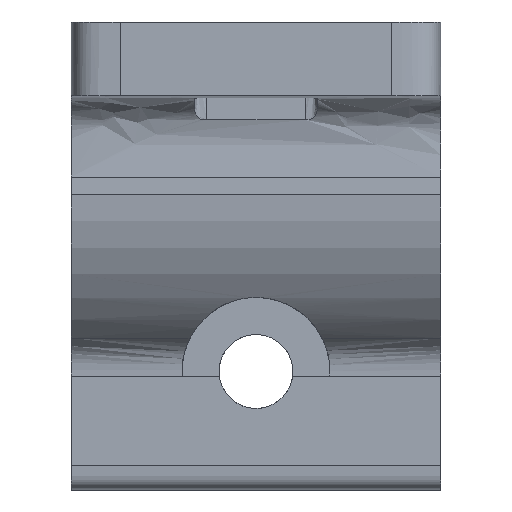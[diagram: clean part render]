
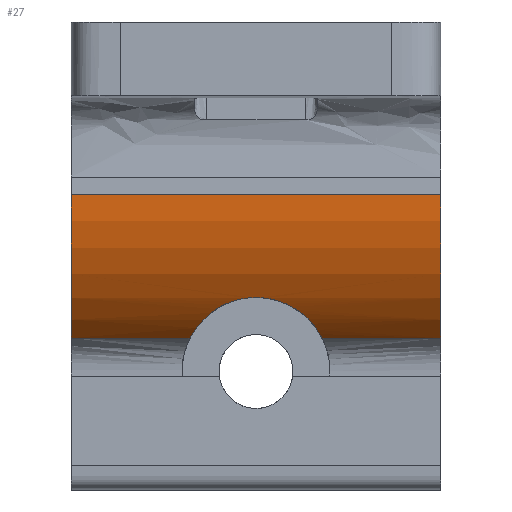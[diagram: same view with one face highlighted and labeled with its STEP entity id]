
A CAD part, front view. The second image highlights one B-rep face of the part: STEP entity #27.
In plain terms, the highlighted cylindrical face has radius 7.5 mm (diameter 15 mm), a partial arc.
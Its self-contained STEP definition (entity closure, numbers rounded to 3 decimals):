
#27=ADVANCED_FACE('',(#82),#963,.T.);
#82=FACE_OUTER_BOUND('',#141,.T.);
#141=EDGE_LOOP('',(#257,#258,#259,#260,#261,#262));
#257=ORIENTED_EDGE('',*,*,#576,.T.);
#258=ORIENTED_EDGE('',*,*,#582,.T.);
#259=ORIENTED_EDGE('',*,*,#538,.T.);
#260=ORIENTED_EDGE('',*,*,#594,.T.);
#261=ORIENTED_EDGE('',*,*,#539,.F.);
#262=ORIENTED_EDGE('',*,*,#543,.T.);
#538=EDGE_CURVE('',#851,#833,#816,.T.);
#539=EDGE_CURVE('',#852,#834,#817,.T.);
#543=EDGE_CURVE('',#852,#876,#689,.T.);
#576=EDGE_CURVE('',#876,#877,#718,.T.);
#582=EDGE_CURVE('',#877,#851,#724,.T.);
#594=EDGE_CURVE('',#833,#834,#832,.T.);
#689=B_SPLINE_CURVE_WITH_KNOTS('',1,(#1674,#1675),.UNSPECIFIED.,.F.,.F.,
(2,2),(0.,4.824),.UNSPECIFIED.);
#718=B_SPLINE_CURVE_WITH_KNOTS('',3,(#1826,#1827,#1828,#1829,#1830,#1831,
#1832,#1833,#1834,#1835,#1836,#1837,#1838,#1839,#1840,#1841,#1842,#1843,
#1844),.UNSPECIFIED.,.F.,.F.,(4,2,2,2,3,2,2,2,4),(0.073,0.952,
1.906,2.868,3.829,4.79,5.752,
6.706,7.585),.UNSPECIFIED.);
#724=B_SPLINE_CURVE_WITH_KNOTS('',1,(#1872,#1873),.UNSPECIFIED.,.F.,.F.,
(2,2),(10.176,15.),.UNSPECIFIED.);
#816=(
BOUNDED_CURVE()
B_SPLINE_CURVE(2,(#1654,#1655,#1656),.UNSPECIFIED.,.F.,.F.)
B_SPLINE_CURVE_WITH_KNOTS((3,3),(-3.528,0.),.UNSPECIFIED.)
CURVE()
GEOMETRIC_REPRESENTATION_ITEM()
RATIONAL_B_SPLINE_CURVE((1.,0.903,1.))
REPRESENTATION_ITEM('')
);
#817=(
BOUNDED_CURVE()
B_SPLINE_CURVE(2,(#1657,#1658,#1659),.UNSPECIFIED.,.F.,.F.)
B_SPLINE_CURVE_WITH_KNOTS((3,3),(-3.528,0.),.UNSPECIFIED.)
CURVE()
GEOMETRIC_REPRESENTATION_ITEM()
RATIONAL_B_SPLINE_CURVE((1.,0.903,1.))
REPRESENTATION_ITEM('')
);
#832=(
BOUNDED_CURVE()
B_SPLINE_CURVE(1,(#1933,#1934,#1935,#1936),.UNSPECIFIED.,.F.,.F.)
B_SPLINE_CURVE_WITH_KNOTS((2,1,1,2),(0.,5.,10.,
15.),.UNSPECIFIED.)
CURVE()
GEOMETRIC_REPRESENTATION_ITEM()
RATIONAL_B_SPLINE_CURVE((1.,1.,1.,1.))
REPRESENTATION_ITEM('')
);
#833=VERTEX_POINT('',#1453);
#834=VERTEX_POINT('',#1454);
#851=VERTEX_POINT('',#1471);
#852=VERTEX_POINT('',#1472);
#876=VERTEX_POINT('',#1496);
#877=VERTEX_POINT('',#1497);
#963=CYLINDRICAL_SURFACE('',#1083,7.5);
#1083=AXIS2_PLACEMENT_3D('',#1143,#1113,$);
#1113=DIRECTION('',(-1.,0.,0.));
#1143=CARTESIAN_POINT('',(-157.5,-36.,68.681));
#1453=CARTESIAN_POINT('',(-150.,-43.5,68.681));
#1454=CARTESIAN_POINT('',(-165.,-43.5,68.681));
#1471=CARTESIAN_POINT('',(-150.,-40.737,62.866));
#1472=CARTESIAN_POINT('',(-165.,-40.737,62.866));
#1496=CARTESIAN_POINT('',(-160.176,-40.737,62.866));
#1497=CARTESIAN_POINT('',(-154.824,-40.737,62.866));
#1654=CARTESIAN_POINT('',(-150.,-40.737,62.866));
#1655=CARTESIAN_POINT('',(-150.,-43.5,65.117));
#1656=CARTESIAN_POINT('',(-150.,-43.5,68.681));
#1657=CARTESIAN_POINT('',(-165.,-40.737,62.866));
#1658=CARTESIAN_POINT('',(-165.,-43.5,65.117));
#1659=CARTESIAN_POINT('',(-165.,-43.5,68.681));
#1674=CARTESIAN_POINT('',(-165.,-40.737,62.866));
#1675=CARTESIAN_POINT('',(-160.176,-40.737,62.866));
#1826=CARTESIAN_POINT('',(-160.176,-40.737,62.866));
#1827=CARTESIAN_POINT('',(-160.087,-40.952,63.042));
#1828=CARTESIAN_POINT('',(-159.973,-41.151,63.224));
#1829=CARTESIAN_POINT('',(-159.668,-41.522,63.599));
#1830=CARTESIAN_POINT('',(-159.473,-41.688,63.787));
#1831=CARTESIAN_POINT('',(-159.003,-41.96,64.122));
#1832=CARTESIAN_POINT('',(-158.732,-42.062,64.263));
#1833=CARTESIAN_POINT('',(-158.137,-42.199,64.458));
#1834=CARTESIAN_POINT('',(-157.821,-42.233,64.51));
#1835=CARTESIAN_POINT('',(-157.5,-42.233,64.51));
#1836=CARTESIAN_POINT('',(-157.179,-42.233,64.51));
#1837=CARTESIAN_POINT('',(-156.863,-42.199,64.458));
#1838=CARTESIAN_POINT('',(-156.268,-42.062,64.263));
#1839=CARTESIAN_POINT('',(-155.997,-41.96,64.122));
#1840=CARTESIAN_POINT('',(-155.527,-41.688,63.787));
#1841=CARTESIAN_POINT('',(-155.332,-41.522,63.599));
#1842=CARTESIAN_POINT('',(-155.027,-41.151,63.224));
#1843=CARTESIAN_POINT('',(-154.913,-40.952,63.042));
#1844=CARTESIAN_POINT('',(-154.824,-40.737,62.866));
#1872=CARTESIAN_POINT('',(-154.824,-40.737,62.866));
#1873=CARTESIAN_POINT('',(-150.,-40.737,62.866));
#1933=CARTESIAN_POINT('',(-150.,-43.5,68.681));
#1934=CARTESIAN_POINT('',(-155.,-43.5,68.681));
#1935=CARTESIAN_POINT('',(-160.,-43.5,68.681));
#1936=CARTESIAN_POINT('',(-165.,-43.5,68.681));
